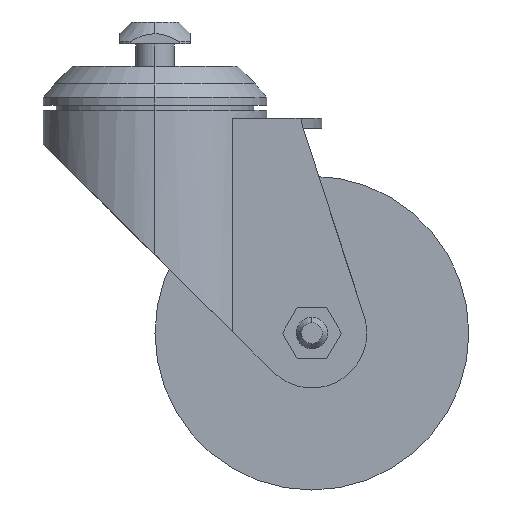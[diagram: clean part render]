
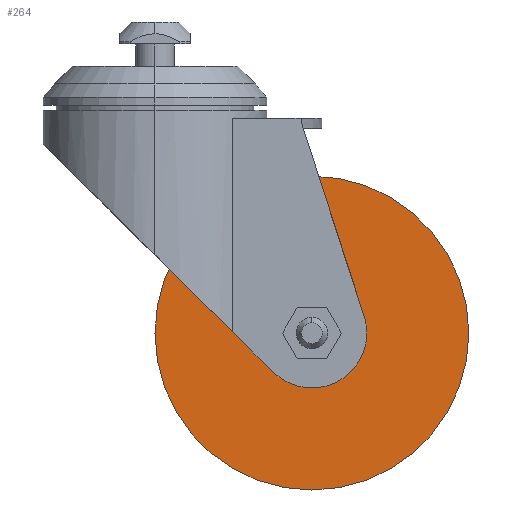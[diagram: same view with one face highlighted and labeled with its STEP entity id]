
A CAD part, front view. The second image highlights one B-rep face of the part: STEP entity #264.
In plain terms, the highlighted planar face has unit normal (0, -1, 0).
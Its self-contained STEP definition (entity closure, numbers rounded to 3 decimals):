
#264=ADVANCED_FACE('',(#535,#536),#537,.T.);
#535=FACE_OUTER_BOUND('',#799,.T.);
#536=FACE_BOUND('',#800,.T.);
#537=PLANE('',#801);
#799=EDGE_LOOP('',(#1516,#1517));
#800=EDGE_LOOP('',(#1518,#1519));
#801=AXIS2_PLACEMENT_3D('',#1520,#1521,#1522);
#1516=ORIENTED_EDGE('',*,*,#1534,.F.);
#1517=ORIENTED_EDGE('',*,*,#1811,.F.);
#1518=ORIENTED_EDGE('',*,*,#1541,.T.);
#1519=ORIENTED_EDGE('',*,*,#1809,.T.);
#1520=CARTESIAN_POINT('',(40.,-16.,-93.4));
#1521=DIRECTION('',(0.,-1.0,0.0));
#1522=DIRECTION('',(-1.0,0.,0.0));
#1534=EDGE_CURVE('',#1815,#1818,#1819,.T.);
#1541=EDGE_CURVE('',#1825,#1829,#1831,.T.);
#1809=EDGE_CURVE('',#1829,#1825,#2223,.T.);
#1811=EDGE_CURVE('',#1818,#1815,#2225,.T.);
#1815=VERTEX_POINT('',#2229);
#1818=VERTEX_POINT('',#2233);
#1819=CIRCLE('',#2234,40.);
#1825=VERTEX_POINT('',#2241);
#1829=VERTEX_POINT('',#2246);
#1831=CIRCLE('',#2249,10.8);
#2223=CIRCLE('',#2803,10.8);
#2225=CIRCLE('',#2805,40.);
#2229=CARTESIAN_POINT('',(40.,-16.,-108.));
#2233=CARTESIAN_POINT('',(40.,-16.,-28.));
#2234=AXIS2_PLACEMENT_3D('',#2809,#2810,#2811);
#2241=CARTESIAN_POINT('',(40.,-16.,-78.8));
#2246=CARTESIAN_POINT('',(40.,-16.,-57.2));
#2249=AXIS2_PLACEMENT_3D('',#2821,#2822,#2823);
#2803=AXIS2_PLACEMENT_3D('',#3160,#3161,#3162);
#2805=AXIS2_PLACEMENT_3D('',#3163,#3164,#3165);
#2809=CARTESIAN_POINT('',(40.,-16.,-68.));
#2810=DIRECTION('',(0.,1.0,0.));
#2811=DIRECTION('',(0.,0.,-1.0));
#2821=CARTESIAN_POINT('',(40.,-16.,-68.));
#2822=DIRECTION('',(0.,1.0,0.));
#2823=DIRECTION('',(0.,0.,-1.0));
#3160=CARTESIAN_POINT('',(40.,-16.,-68.));
#3161=DIRECTION('',(0.,1.0,0.));
#3162=DIRECTION('',(0.,0.,-1.0));
#3163=CARTESIAN_POINT('',(40.,-16.,-68.));
#3164=DIRECTION('',(0.,1.0,0.));
#3165=DIRECTION('',(0.,0.,-1.0));
